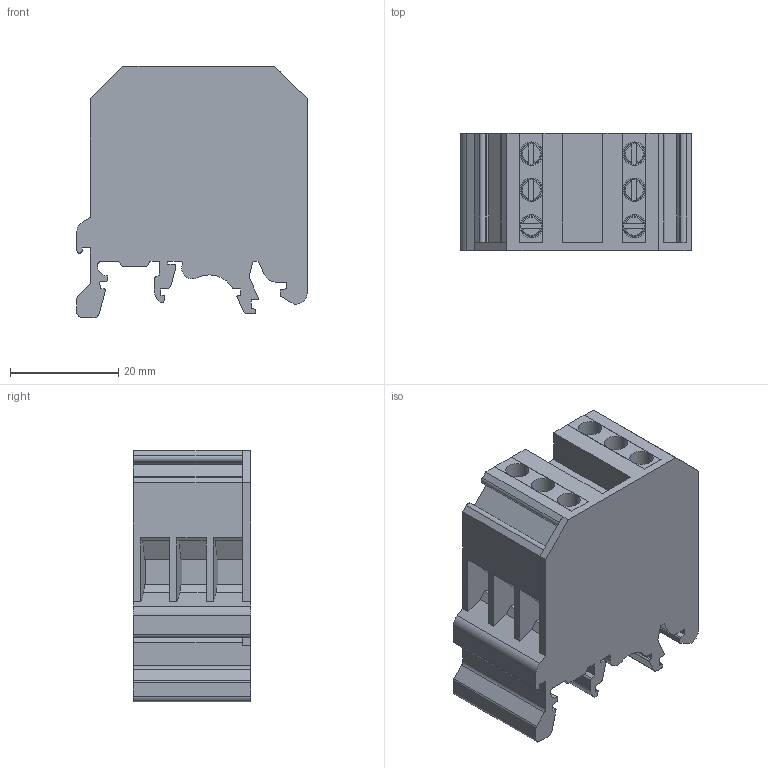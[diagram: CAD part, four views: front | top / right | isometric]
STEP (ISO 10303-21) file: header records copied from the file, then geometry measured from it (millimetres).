
FILE_DESCRIPTION(/* description */ ('Unknown'),/* implementation_level */ '2;1');
FILE_NAME(/* name */ 'FDBK3_3D_SOLID',/* time_stamp */ '2025-04-04T11:57:37+05:00',/* author */ ('Unknown'),/* organization */ ('Unknown'),/* preprocessor_version */ 'ST-DEVELOPER v16.7',/* originating_system */ 'Solid Edge',/* authorisation */ 'Unknown');
FILE_SCHEMA (('AUTOMOTIVE_DESIGN {1 0 10303 214 3 1 1}'));
Length unit declared in the file: millimetre
Products named in the file (1): FDBK3_3D_SOLID
Bounding box: 42.5 x 21.6 x 46.4 mm (x, y, z)
Volume: 30812.1 mm3; surface area: 10572.5 mm2
Topology: 1 solids, 7 shells, 354 faces, 956 edges, 624 vertices
Faces by surface type: plane 270, cylinder 56, torus 22, cone 6
Full cylindrical faces by diameter (mm): 4.3 x6
Entity records: 13468 total; most frequent: CARTESIAN_POINT 2141, ORIENTED_EDGE 1876, DIRECTION 1758, EDGE_CURVE 938, LINE 688, VECTOR 688, VERTEX_POINT 618, AXIS2_PLACEMENT_3D 535
